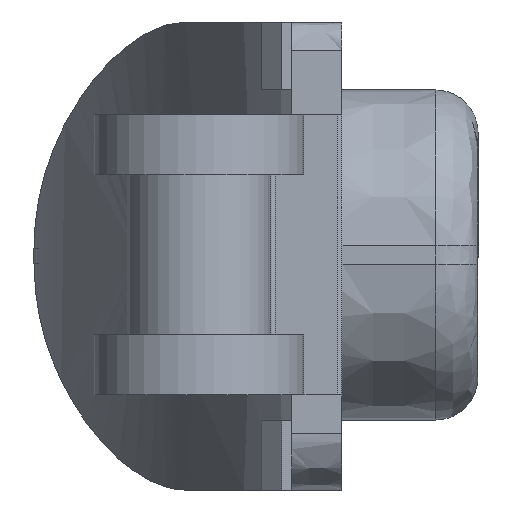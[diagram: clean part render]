
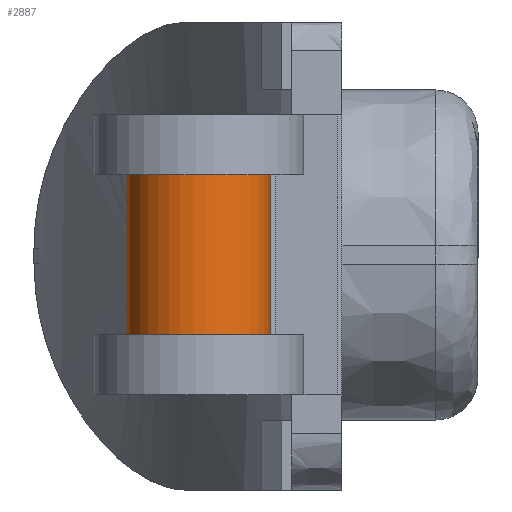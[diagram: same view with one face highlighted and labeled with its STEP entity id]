
A CAD part, front view. The second image highlights one B-rep face of the part: STEP entity #2887.
In plain terms, the highlighted cylindrical face has radius 1.8 mm (diameter 3.6 mm), a partial arc.
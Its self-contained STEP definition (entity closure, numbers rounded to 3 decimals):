
#32=CIRCLE('',#3014,1.8);
#33=CIRCLE('',#3016,1.8);
#315=CYLINDRICAL_SURFACE('',#3015,1.8);
#418=FACE_OUTER_BOUND('',#593,.T.);
#593=EDGE_LOOP('',(#2234,#2235,#2236,#2237));
#900=B_SPLINE_CURVE_WITH_KNOTS('',3,(#10052,#10053,#10054,#10055),
 .UNSPECIFIED.,.F.,.F.,(4,4),(0.,0.4),.UNSPECIFIED.);
#904=B_SPLINE_CURVE_WITH_KNOTS('',3,(#10105,#10106,#10107,#10108),
 .UNSPECIFIED.,.F.,.F.,(4,4),(-0.4,0.),.UNSPECIFIED.);
#1198=VERTEX_POINT('',#10037);
#1199=VERTEX_POINT('',#10051);
#1203=VERTEX_POINT('',#10088);
#1204=VERTEX_POINT('',#10104);
#1587=EDGE_CURVE('',#1199,#1198,#900,.T.);
#1593=EDGE_CURVE('',#1203,#1198,#32,.T.);
#1594=EDGE_CURVE('',#1203,#1204,#904,.T.);
#1595=EDGE_CURVE('',#1199,#1204,#33,.T.);
#2234=ORIENTED_EDGE('',*,*,#1587,.T.);
#2235=ORIENTED_EDGE('',*,*,#1593,.F.);
#2236=ORIENTED_EDGE('',*,*,#1594,.T.);
#2237=ORIENTED_EDGE('',*,*,#1595,.F.);
#2887=ADVANCED_FACE('',(#418),#315,.T.);
#3014=AXIS2_PLACEMENT_3D('',#10102,#3185,#3186);
#3015=AXIS2_PLACEMENT_3D('',#10103,#3187,#3188);
#3016=AXIS2_PLACEMENT_3D('',#10109,#3189,#3190);
#3185=DIRECTION('center_axis',(0.,0.,-1.));
#3186=DIRECTION('ref_axis',(1.,0.,0.));
#3187=DIRECTION('center_axis',(0.,0.,1.));
#3188=DIRECTION('ref_axis',(-0.818,0.575,0.));
#3189=DIRECTION('center_axis',(0.,0.,1.));
#3190=DIRECTION('ref_axis',(1.,0.,0.));
#10037=CARTESIAN_POINT('',(-5.183,36.791,-2.));
#10051=CARTESIAN_POINT('',(-5.183,36.791,2.));
#10052=CARTESIAN_POINT('Ctrl Pts',(-5.183,36.791,2.));
#10053=CARTESIAN_POINT('Ctrl Pts',(-5.183,36.791,0.667));
#10054=CARTESIAN_POINT('Ctrl Pts',(-5.183,36.791,-0.667));
#10055=CARTESIAN_POINT('Ctrl Pts',(-5.183,36.791,-2.));
#10088=CARTESIAN_POINT('',(-6.525,34.882,-2.));
#10102=CARTESIAN_POINT('Origin',(-6.975,36.625,-2.));
#10103=CARTESIAN_POINT('Origin',(-6.975,36.625,0.));
#10104=CARTESIAN_POINT('',(-6.525,34.882,2.));
#10105=CARTESIAN_POINT('Ctrl Pts',(-6.525,34.882,-2.));
#10106=CARTESIAN_POINT('Ctrl Pts',(-6.525,34.882,-0.667));
#10107=CARTESIAN_POINT('Ctrl Pts',(-6.525,34.882,0.667));
#10108=CARTESIAN_POINT('Ctrl Pts',(-6.525,34.882,2.));
#10109=CARTESIAN_POINT('Origin',(-6.975,36.625,2.));
